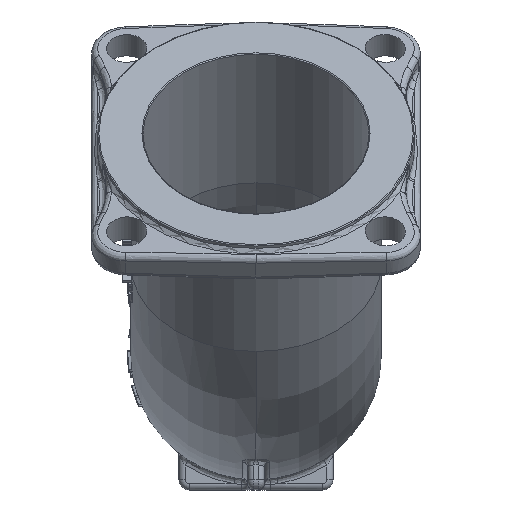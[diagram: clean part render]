
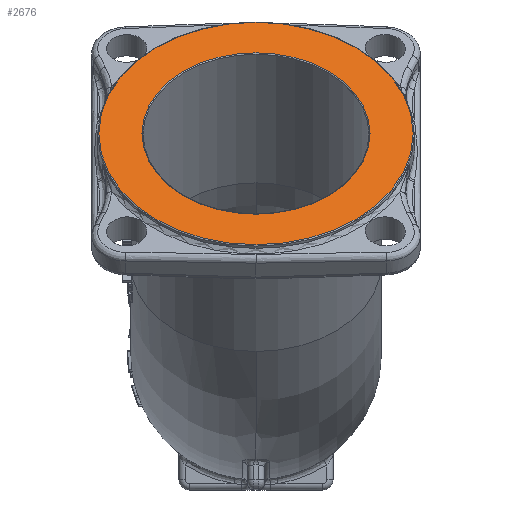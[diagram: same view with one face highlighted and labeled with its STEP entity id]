
A CAD part, left-side view. The second image highlights one B-rep face of the part: STEP entity #2676.
In plain terms, the highlighted planar face has unit normal (-0.707, 0, 0.707).
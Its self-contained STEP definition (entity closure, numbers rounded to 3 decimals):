
#709 = DIRECTION ( 'NONE',  ( 0., 1., 0. ) ) ;
#833 = DIRECTION ( 'NONE',  ( 0., 1., 0. ) ) ;
#1245 = CARTESIAN_POINT ( 'NONE',  ( -170.413, -76.5, 170.413 ) ) ;
#2037 = CARTESIAN_POINT ( 'NONE',  ( -209.304, 0., 131.522 ) ) ;
#2676 = ADVANCED_FACE ( 'NONE', ( #32601, #18827 ), #7469, .T. ) ;
#4865 = ORIENTED_EDGE ( 'NONE', *, *, #15904, .T. ) ;
#5092 = CARTESIAN_POINT ( 'NONE',  ( -170.413, 0., 170.413 ) ) ;
#5818 = DIRECTION ( 'NONE',  ( 0., 1., 0. ) ) ;
#6393 = VERTEX_POINT ( 'NONE', #6818 ) ;
#6554 = VERTEX_POINT ( 'NONE', #8931 ) ;
#6773 = AXIS2_PLACEMENT_3D ( 'NONE', #19355, #13951, #5818 ) ;
#6818 = CARTESIAN_POINT ( 'NONE',  ( -170.413, 55.5, 170.413 ) ) ;
#6889 = VERTEX_POINT ( 'NONE', #1245 ) ;
#6904 = EDGE_CURVE ( 'NONE', #9702, #6889, #11990, .T. ) ;
#7469 = PLANE ( 'NONE',  #11973 ) ;
#8329 = ORIENTED_EDGE ( 'NONE', *, *, #17649, .T. ) ;
#8931 = CARTESIAN_POINT ( 'NONE',  ( -170.413, -55.5, 170.413 ) ) ;
#9702 = VERTEX_POINT ( 'NONE', #25729 ) ;
#10698 = DIRECTION ( 'NONE',  ( -0.707, 0., 0.707 ) ) ;
#11973 = AXIS2_PLACEMENT_3D ( 'NONE', #2037, #29692, #29873 ) ;
#11990 = CIRCLE ( 'NONE', #6773, 76.5 ) ;
#12483 = EDGE_LOOP ( 'NONE', ( #28540, #8329 ) ) ;
#13951 = DIRECTION ( 'NONE',  ( -0.707, 0., 0.707 ) ) ;
#13965 = AXIS2_PLACEMENT_3D ( 'NONE', #5092, #10698, #27676 ) ;
#15904 = EDGE_CURVE ( 'NONE', #6554, #6393, #34164, .T. ) ;
#16276 = CIRCLE ( 'NONE', #13965, 76.5 ) ;
#17403 = AXIS2_PLACEMENT_3D ( 'NONE', #30856, #34289, #833 ) ;
#17649 = EDGE_CURVE ( 'NONE', #6889, #9702, #16276, .T. ) ;
#18827 = FACE_BOUND ( 'NONE', #33263, .T. ) ;
#19355 = CARTESIAN_POINT ( 'NONE',  ( -170.413, 0., 170.413 ) ) ;
#21248 = EDGE_CURVE ( 'NONE', #6393, #6554, #28917, .T. ) ;
#22395 = DIRECTION ( 'NONE',  ( 0.707, 0., -0.707 ) ) ;
#25729 = CARTESIAN_POINT ( 'NONE',  ( -170.413, 76.5, 170.413 ) ) ;
#27676 = DIRECTION ( 'NONE',  ( 0., 1., 0. ) ) ;
#28361 = CARTESIAN_POINT ( 'NONE',  ( -170.413, 0., 170.413 ) ) ;
#28540 = ORIENTED_EDGE ( 'NONE', *, *, #6904, .T. ) ;
#28917 = CIRCLE ( 'NONE', #34708, 55.5 ) ;
#29692 = DIRECTION ( 'NONE',  ( -0.707, 0., 0.707 ) ) ;
#29873 = DIRECTION ( 'NONE',  ( 0., 1., 0. ) ) ;
#30320 = ORIENTED_EDGE ( 'NONE', *, *, #21248, .T. ) ;
#30856 = CARTESIAN_POINT ( 'NONE',  ( -170.413, 0., 170.413 ) ) ;
#32601 = FACE_OUTER_BOUND ( 'NONE', #12483, .T. ) ;
#33263 = EDGE_LOOP ( 'NONE', ( #30320, #4865 ) ) ;
#34164 = CIRCLE ( 'NONE', #17403, 55.5 ) ;
#34289 = DIRECTION ( 'NONE',  ( 0.707, 0., -0.707 ) ) ;
#34708 = AXIS2_PLACEMENT_3D ( 'NONE', #28361, #22395, #709 ) ;
